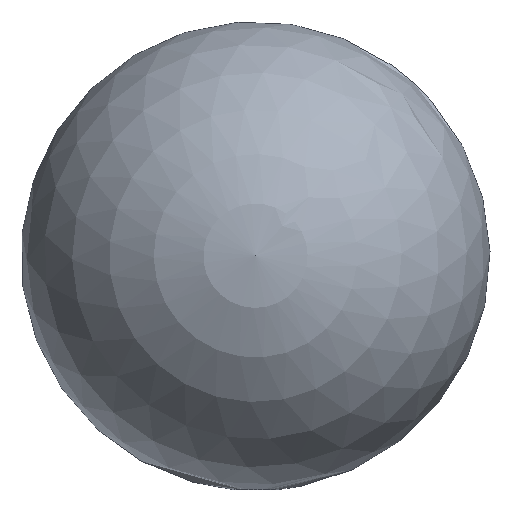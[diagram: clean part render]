
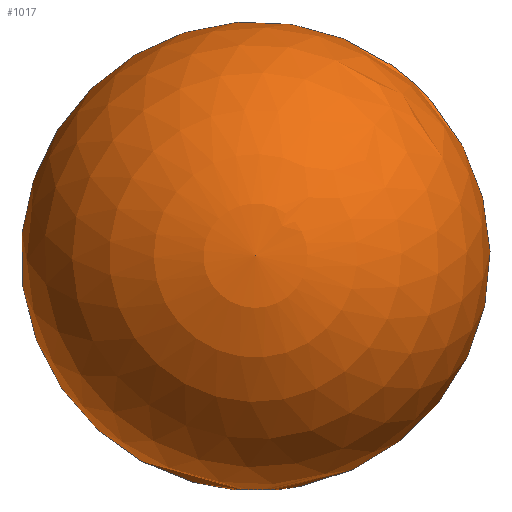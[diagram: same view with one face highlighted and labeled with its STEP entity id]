
A CAD part, top view. The second image highlights one B-rep face of the part: STEP entity #1017.
In plain terms, the highlighted spherical face has radius 50 mm.
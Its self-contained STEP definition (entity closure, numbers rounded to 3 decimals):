
#1017 = ADVANCED_FACE ( 'NONE', ( #8238 ), #5324, .T. ) ;
#1704 = CARTESIAN_POINT ( 'NONE',  ( 0., 0.226, 4.746 ) ) ;
#2764 = CIRCLE ( 'NONE', #11982, 4.746 ) ;
#4507 = DIRECTION ( 'NONE',  ( 0., 0., -1. ) ) ;
#4764 = DIRECTION ( 'NONE',  ( 0., 1., 0. ) ) ;
#5034 = VERTEX_POINT ( 'NONE', #1704 ) ;
#5324 = SPHERICAL_SURFACE ( 'NONE', #9010, 50. ) ;
#7579 = DIRECTION ( 'NONE',  ( 0., 0., 1. ) ) ;
#7704 = ORIENTED_EDGE ( 'NONE', *, *, #8109, .T. ) ;
#8109 = EDGE_CURVE ( 'NONE', #5034, #5034, #2764, .T. ) ;
#8238 = FACE_OUTER_BOUND ( 'NONE', #12724, .T. ) ;
#8414 = CARTESIAN_POINT ( 'NONE',  ( 0., 50., 0. ) ) ;
#9010 = AXIS2_PLACEMENT_3D ( 'NONE', #8414, #4507, #12385 ) ;
#10671 = CARTESIAN_POINT ( 'NONE',  ( 0., 0.226, 0. ) ) ;
#11982 = AXIS2_PLACEMENT_3D ( 'NONE', #10671, #4764, #7579 ) ;
#12385 = DIRECTION ( 'NONE',  ( -1., 0., 0. ) ) ;
#12724 = EDGE_LOOP ( 'NONE', ( #7704 ) ) ;
